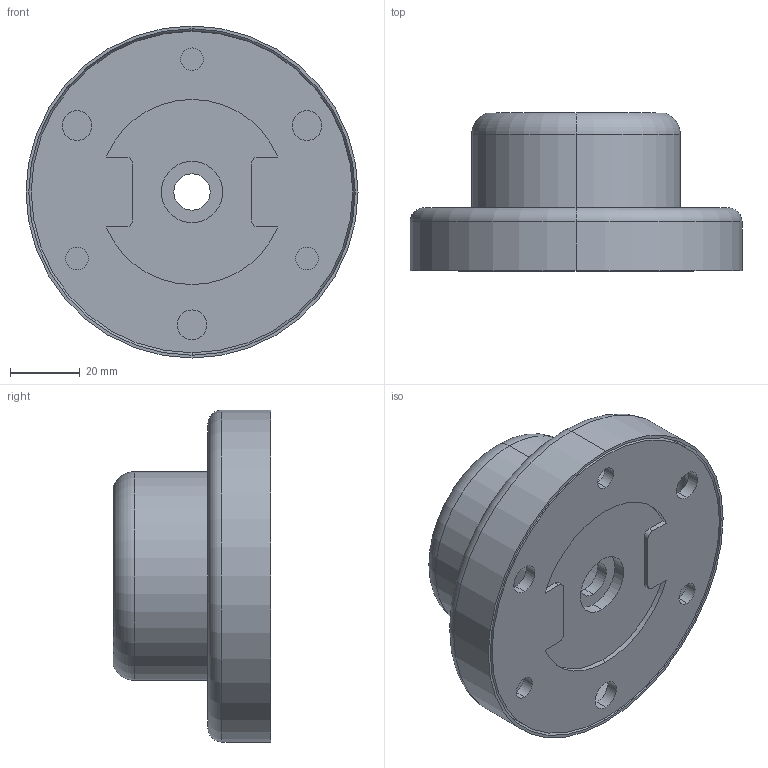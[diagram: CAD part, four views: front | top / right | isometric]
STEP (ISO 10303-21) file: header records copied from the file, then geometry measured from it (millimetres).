
FILE_DESCRIPTION (( 'STEP AP214' ), '1' );
FILE_NAME ('àðò. KRT542.STEP', '2014-06-10T11:30:12', ( '' ), ( '' ), 'SwSTEP 2.0', 'SolidWorks 2014', '' );
FILE_SCHEMA (( 'AUTOMOTIVE_DESIGN' ));
Length unit declared in the file: millimetre
Products named in the file (4): àðò. KRT542; àðò. KRT542.003; àðò. KRT542.001; àðò. KRT542.002
Assembly tree (3 placements, depth 2):
  àðò. KRT542
    àðò. KRT542.001
    àðò. KRT542.002
    àðò. KRT542.003
Bounding box: 95 x 45.13 x 95 mm (x, y, z)
Volume: 47593.9 mm3; surface area: 61560.7 mm2
Topology: 3 solids, 3 shells, 107 faces, 264 edges, 172 vertices
Faces by surface type: cylinder 53, plane 39, torus 8, cone 7
Entity records: 3434 total; most frequent: DIRECTION 610, CARTESIAN_POINT 603, ORIENTED_EDGE 528, EDGE_CURVE 264, AXIS2_PLACEMENT_3D 245, VERTEX_POINT 172, EDGE_LOOP 134, CIRCLE 132
